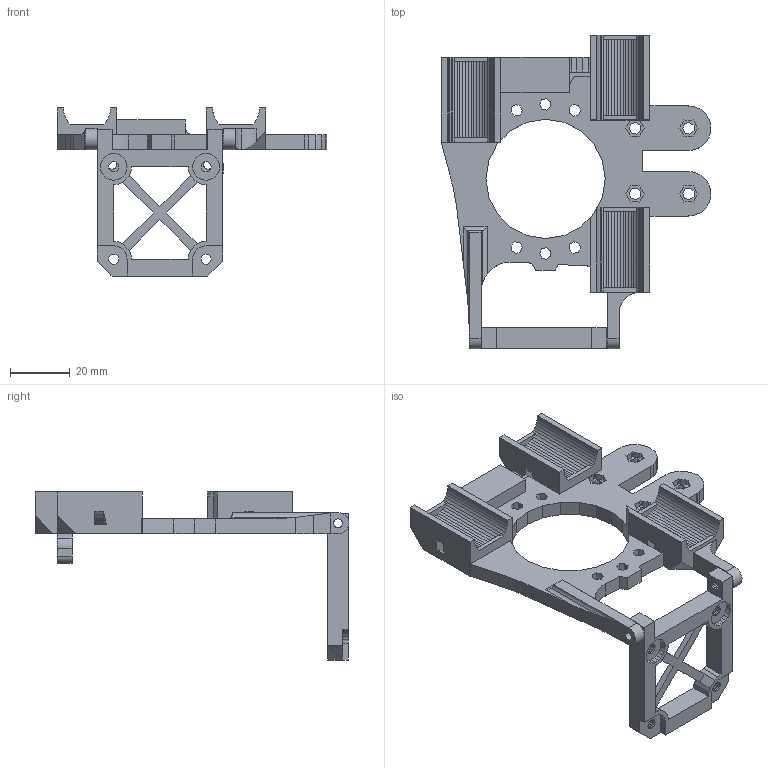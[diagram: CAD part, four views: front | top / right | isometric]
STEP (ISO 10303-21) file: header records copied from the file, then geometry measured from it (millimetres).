
FILE_DESCRIPTION(('STEP AP214'),'1');
FILE_NAME('MK8 X Carriage.stp','2014-12-20T14:28:22',(''),(''),'Spatial InterOp 3D',' ',' ');
FILE_SCHEMA(('automotive_design'));
Length unit declared in the file: inch
Products named in the file (5): 1; 2; Part_41137; Stitched Solid_45823; 3
Bounding box: 90.58 x 105.31 x 56.4 mm (x, y, z)
Volume: 37659.5 mm3; surface area: 23416.4 mm2
Topology: 4 solids, 4 shells, 811 faces, 2399 edges, 1631 vertices
Faces by surface type: plane 763, cylinder 48
Entity records: 33638 total; most frequent: CARTESIAN_POINT 4795, ORIENTED_EDGE 4716, DIRECTION 4117, EDGE_CURVE 2358, LINE 2303, VECTOR 2303, VERTEX_POINT 1551, AXIS2_PLACEMENT_3D 907
